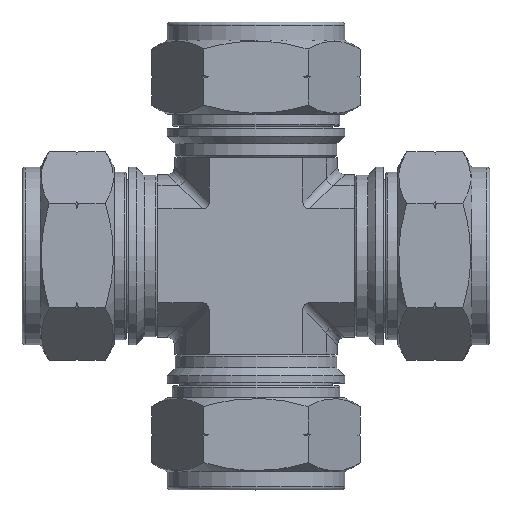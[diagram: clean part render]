
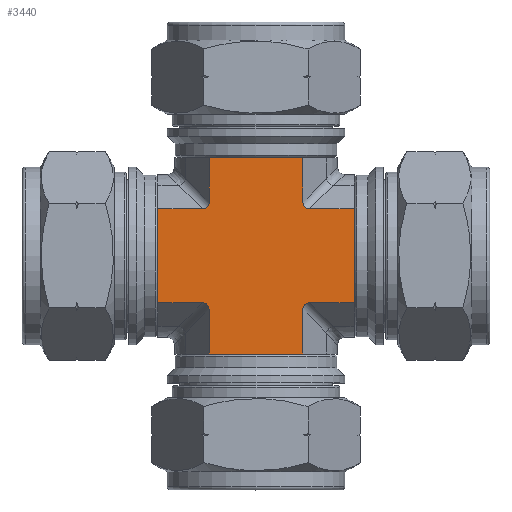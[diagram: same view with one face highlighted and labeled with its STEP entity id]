
A CAD part, top view. The second image highlights one B-rep face of the part: STEP entity #3440.
In plain terms, the highlighted planar face has unit normal (0, 0, 1).
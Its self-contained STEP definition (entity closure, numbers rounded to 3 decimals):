
#22=ELLIPSE('',#3768,1.678,1.3);
#23=ELLIPSE('',#3774,1.678,1.3);
#30=ELLIPSE('',#3792,1.678,1.3);
#31=ELLIPSE('',#3798,1.678,1.3);
#568=FACE_OUTER_BOUND('',#810,.T.);
#810=EDGE_LOOP('',(#3117,#3118,#3119,#3120,#3121,#3122,#3123,#3124,#3125,
#3126,#3127,#3128,#3129,#3130,#3131,#3132));
#933=LINE('',#5941,#1121);
#945=LINE('',#6012,#1133);
#953=LINE('',#6069,#1141);
#965=LINE('',#6140,#1153);
#971=LINE('',#6169,#1159);
#973=LINE('',#6172,#1161);
#979=LINE('',#6188,#1167);
#987=LINE('',#6203,#1175);
#991=LINE('',#6213,#1179);
#994=LINE('',#6220,#1182);
#998=LINE('',#6228,#1186);
#999=LINE('',#6230,#1187);
#1121=VECTOR('',#4577,10.);
#1133=VECTOR('',#4619,10.);
#1141=VECTOR('',#4645,10.);
#1153=VECTOR('',#4687,10.);
#1159=VECTOR('',#4727,10.);
#1161=VECTOR('',#4731,10.);
#1167=VECTOR('',#4747,10.);
#1175=VECTOR('',#4761,10.);
#1179=VECTOR('',#4773,10.);
#1182=VECTOR('',#4778,10.);
#1186=VECTOR('',#4786,10.);
#1187=VECTOR('',#4789,10.);
#1585=VERTEX_POINT('',#5931);
#1586=VERTEX_POINT('',#5933);
#1588=VERTEX_POINT('',#5939);
#1591=VERTEX_POINT('',#5951);
#1592=VERTEX_POINT('',#5952);
#1602=VERTEX_POINT('',#6011);
#1609=VERTEX_POINT('',#6059);
#1610=VERTEX_POINT('',#6061);
#1612=VERTEX_POINT('',#6067);
#1615=VERTEX_POINT('',#6079);
#1616=VERTEX_POINT('',#6080);
#1626=VERTEX_POINT('',#6139);
#1637=VERTEX_POINT('',#6187);
#1641=VERTEX_POINT('',#6201);
#1645=VERTEX_POINT('',#6217);
#1646=VERTEX_POINT('',#6219);
#2045=EDGE_CURVE('',#1585,#1586,#22,.T.);
#2049=EDGE_CURVE('',#1588,#1585,#933,.T.);
#2054=EDGE_CURVE('',#1591,#1592,#23,.T.);
#2069=EDGE_CURVE('',#1602,#1592,#945,.T.);
#2079=EDGE_CURVE('',#1609,#1610,#30,.T.);
#2083=EDGE_CURVE('',#1609,#1612,#953,.T.);
#2088=EDGE_CURVE('',#1615,#1616,#31,.T.);
#2103=EDGE_CURVE('',#1616,#1626,#965,.T.);
#2117=EDGE_CURVE('',#1626,#1612,#971,.T.);
#2119=EDGE_CURVE('',#1588,#1602,#973,.T.);
#2127=EDGE_CURVE('',#1637,#1586,#979,.T.);
#2135=EDGE_CURVE('',#1641,#1615,#987,.T.);
#2140=EDGE_CURVE('',#1641,#1637,#991,.T.);
#2143=EDGE_CURVE('',#1645,#1646,#994,.T.);
#2148=EDGE_CURVE('',#1591,#1646,#998,.T.);
#2149=EDGE_CURVE('',#1610,#1645,#999,.T.);
#3117=ORIENTED_EDGE('',*,*,#2143,.F.);
#3118=ORIENTED_EDGE('',*,*,#2149,.F.);
#3119=ORIENTED_EDGE('',*,*,#2079,.F.);
#3120=ORIENTED_EDGE('',*,*,#2083,.T.);
#3121=ORIENTED_EDGE('',*,*,#2117,.F.);
#3122=ORIENTED_EDGE('',*,*,#2103,.F.);
#3123=ORIENTED_EDGE('',*,*,#2088,.F.);
#3124=ORIENTED_EDGE('',*,*,#2135,.F.);
#3125=ORIENTED_EDGE('',*,*,#2140,.T.);
#3126=ORIENTED_EDGE('',*,*,#2127,.T.);
#3127=ORIENTED_EDGE('',*,*,#2045,.F.);
#3128=ORIENTED_EDGE('',*,*,#2049,.F.);
#3129=ORIENTED_EDGE('',*,*,#2119,.T.);
#3130=ORIENTED_EDGE('',*,*,#2069,.T.);
#3131=ORIENTED_EDGE('',*,*,#2054,.F.);
#3132=ORIENTED_EDGE('',*,*,#2148,.T.);
#3227=PLANE('',#3842);
#3440=ADVANCED_FACE('',(#568),#3227,.T.);
#3768=AXIS2_PLACEMENT_3D('',#5934,#4570,#4571);
#3774=AXIS2_PLACEMENT_3D('',#5953,#4589,#4590);
#3792=AXIS2_PLACEMENT_3D('',#6062,#4638,#4639);
#3798=AXIS2_PLACEMENT_3D('',#6081,#4657,#4658);
#3842=AXIS2_PLACEMENT_3D('',#6229,#4787,#4788);
#4570=DIRECTION('center_axis',(0.,0.,1.));
#4571=DIRECTION('ref_axis',(0.707,0.707,0.));
#4577=DIRECTION('',(0.,1.,0.));
#4589=DIRECTION('center_axis',(0.,0.,1.));
#4590=DIRECTION('ref_axis',(-0.707,0.707,0.));
#4619=DIRECTION('',(0.,1.,0.));
#4638=DIRECTION('center_axis',(0.,0.,1.));
#4639=DIRECTION('ref_axis',(-0.707,-0.707,0.));
#4645=DIRECTION('',(0.,1.,0.));
#4657=DIRECTION('center_axis',(0.,0.,1.));
#4658=DIRECTION('ref_axis',(0.707,-0.707,0.));
#4687=DIRECTION('',(0.,1.,0.));
#4727=DIRECTION('',(1.,0.,0.));
#4731=DIRECTION('',(1.,0.,0.));
#4747=DIRECTION('',(1.,0.,0.));
#4761=DIRECTION('',(1.,0.,0.));
#4773=DIRECTION('',(0.,-1.,0.));
#4778=DIRECTION('',(0.,-1.,0.));
#4786=DIRECTION('',(1.,0.,0.));
#4787=DIRECTION('center_axis',(0.,0.,1.));
#4788=DIRECTION('ref_axis',(0.,-1.,0.));
#4789=DIRECTION('',(1.,0.,0.));
#5931=CARTESIAN_POINT('',(-7.794,-8.92,13.5));
#5933=CARTESIAN_POINT('',(-8.92,-7.794,13.5));
#5934=CARTESIAN_POINT('Origin',(-9.295,-9.295,13.5));
#5939=CARTESIAN_POINT('',(-7.794,-16.3,13.5));
#5941=CARTESIAN_POINT('',(-7.794,-16.3,13.5));
#5951=CARTESIAN_POINT('',(8.92,-7.794,13.5));
#5952=CARTESIAN_POINT('',(7.794,-8.92,13.5));
#5953=CARTESIAN_POINT('Origin',(9.295,-9.295,13.5));
#6011=CARTESIAN_POINT('',(7.794,-16.3,13.5));
#6012=CARTESIAN_POINT('',(7.794,-16.3,13.5));
#6059=CARTESIAN_POINT('',(7.794,8.92,13.5));
#6061=CARTESIAN_POINT('',(8.92,7.794,13.5));
#6062=CARTESIAN_POINT('Origin',(9.295,9.295,13.5));
#6067=CARTESIAN_POINT('',(7.794,16.3,13.5));
#6069=CARTESIAN_POINT('',(7.794,-16.3,13.5));
#6079=CARTESIAN_POINT('',(-8.92,7.794,13.5));
#6080=CARTESIAN_POINT('',(-7.794,8.92,13.5));
#6081=CARTESIAN_POINT('Origin',(-9.295,9.295,13.5));
#6139=CARTESIAN_POINT('',(-7.794,16.3,13.5));
#6140=CARTESIAN_POINT('',(-7.794,-16.3,13.5));
#6169=CARTESIAN_POINT('',(-3.897,16.3,13.5));
#6172=CARTESIAN_POINT('',(-7.794,-16.3,13.5));
#6187=CARTESIAN_POINT('',(-16.3,-7.794,13.5));
#6188=CARTESIAN_POINT('',(-16.3,-7.794,13.5));
#6201=CARTESIAN_POINT('',(-16.3,7.794,13.5));
#6203=CARTESIAN_POINT('',(-16.3,7.794,13.5));
#6213=CARTESIAN_POINT('',(-16.3,7.794,13.5));
#6217=CARTESIAN_POINT('',(16.3,7.794,13.5));
#6219=CARTESIAN_POINT('',(16.3,-7.794,13.5));
#6220=CARTESIAN_POINT('',(16.3,3.897,13.5));
#6228=CARTESIAN_POINT('',(-16.3,-7.794,13.5));
#6229=CARTESIAN_POINT('Origin',(-16.3,7.794,13.5));
#6230=CARTESIAN_POINT('',(-16.3,7.794,13.5));
